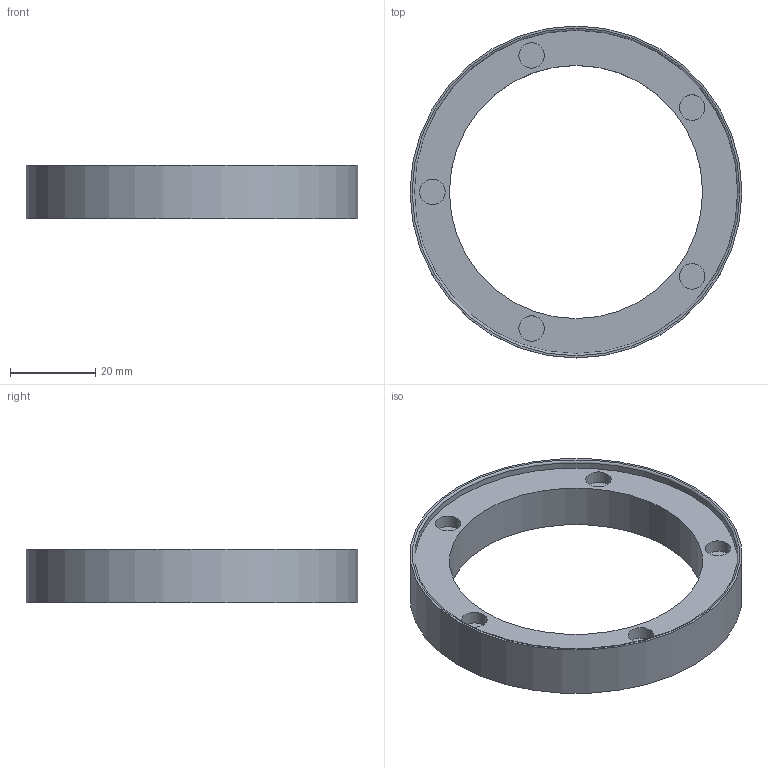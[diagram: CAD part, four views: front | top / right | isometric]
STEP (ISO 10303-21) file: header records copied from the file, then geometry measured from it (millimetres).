
FILE_DESCRIPTION(/* description */ (''),/* implementation_level */ '2;1');
FILE_NAME(/* name */ 'Brush Ring.step',/* time_stamp */ '2021-05-02T09:49:39-07:00',/* author */ (''),/* organization */ (''),/* preprocessor_version */ 'ST-DEVELOPER v18.1',/* originating_system */ 'Autodesk Translation Framework v10.6.0.1341',/* authorisation */ '');
FILE_SCHEMA (('AUTOMOTIVE_DESIGN { 1 0 10303 214 3 1 1 }'));
Length unit declared in the file: millimetre
Products named in the file (1): Brush Ring
Bounding box: 78 x 78 x 12.5 mm (x, y, z)
Volume: 13627.1 mm3; surface area: 12303.6 mm2
Topology: 1 solids, 1 shells, 21 faces, 32 edges, 21 vertices
Faces by surface type: cylinder 10, plane 10, torus 1
Full cylindrical faces by diameter (mm): 6 x5, 59.5 x1, 62.5 x1, 74 x1, 76 x1, 78 x1
Entity records: 517 total; most frequent: DIRECTION 98, CARTESIAN_POINT 75, ORIENTED_EDGE 64, AXIS2_PLACEMENT_3D 44, EDGE_CURVE 32, EDGE_LOOP 31, CIRCLE 22, FACE_OUTER_BOUND 21
